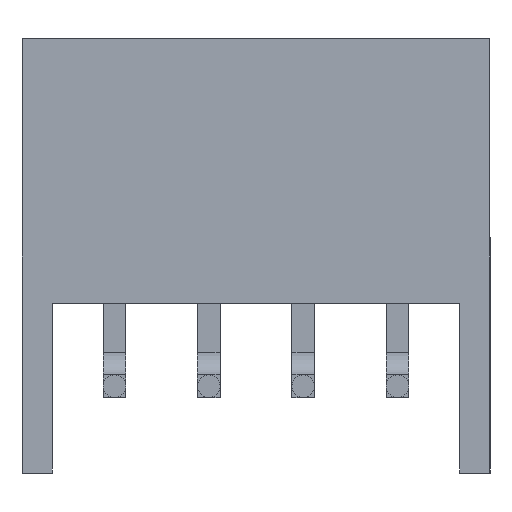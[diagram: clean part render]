
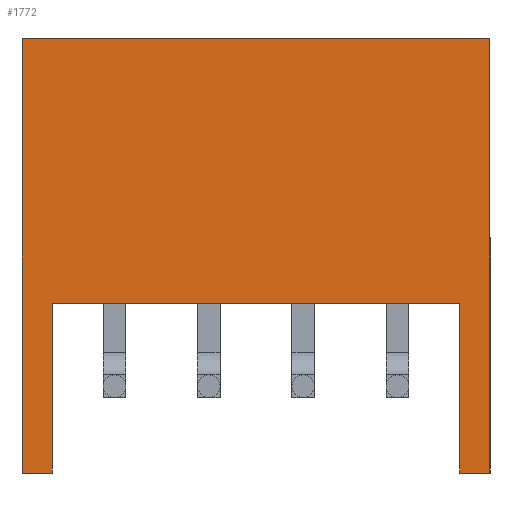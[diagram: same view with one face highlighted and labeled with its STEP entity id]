
A CAD part, front view. The second image highlights one B-rep face of the part: STEP entity #1772.
In plain terms, the highlighted planar face has unit normal (0, -1, 0).
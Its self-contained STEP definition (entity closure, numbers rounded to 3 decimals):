
#32 = LINE ( 'NONE', #1430, #1497 ) ;
#159 = EDGE_CURVE ( 'NONE', #2868, #465, #969, .T. ) ;
#187 = ORIENTED_EDGE ( 'NONE', *, *, #2155, .F. ) ;
#322 = DIRECTION ( 'NONE',  ( 0., 0., 1. ) ) ;
#356 = CARTESIAN_POINT ( 'NONE',  ( 0., 0., 0. ) ) ;
#441 = CARTESIAN_POINT ( 'NONE',  ( 0., 0., -11.5 ) ) ;
#465 = VERTEX_POINT ( 'NONE', #1055 ) ;
#556 = DIRECTION ( 'NONE',  ( 0., -1., 0. ) ) ;
#562 = EDGE_CURVE ( 'NONE', #465, #859, #3371, .T. ) ;
#608 = CARTESIAN_POINT ( 'NONE',  ( 11.6, 0., -11.5 ) ) ;
#621 = DIRECTION ( 'NONE',  ( 0., 0., -1. ) ) ;
#749 = ORIENTED_EDGE ( 'NONE', *, *, #1970, .F. ) ;
#825 = LINE ( 'NONE', #441, #3672 ) ;
#846 = CARTESIAN_POINT ( 'NONE',  ( 0., 0., -11.5 ) ) ;
#859 = VERTEX_POINT ( 'NONE', #4434 ) ;
#884 = LINE ( 'NONE', #1553, #1129 ) ;
#969 = LINE ( 'NONE', #2056, #1520 ) ;
#1055 = CARTESIAN_POINT ( 'NONE',  ( 12.4, 0., -11.5 ) ) ;
#1084 = EDGE_CURVE ( 'NONE', #1564, #3262, #3543, .T. ) ;
#1085 = DIRECTION ( 'NONE',  ( 1., 0., 0. ) ) ;
#1129 = VECTOR ( 'NONE', #4318, 1000. ) ;
#1193 = CARTESIAN_POINT ( 'NONE',  ( 11.6, 0., -7. ) ) ;
#1207 = AXIS2_PLACEMENT_3D ( 'NONE', #4452, #556, #621 ) ;
#1230 = CARTESIAN_POINT ( 'NONE',  ( 12.4, 0., 0. ) ) ;
#1268 = VERTEX_POINT ( 'NONE', #846 ) ;
#1271 = VECTOR ( 'NONE', #4098, 1000. ) ;
#1397 = ORIENTED_EDGE ( 'NONE', *, *, #159, .F. ) ;
#1430 = CARTESIAN_POINT ( 'NONE',  ( 0., 0., 0. ) ) ;
#1497 = VECTOR ( 'NONE', #1085, 1000. ) ;
#1520 = VECTOR ( 'NONE', #2716, 1000. ) ;
#1528 = DIRECTION ( 'NONE',  ( 0., 0., -1. ) ) ;
#1529 = PLANE ( 'NONE',  #1207 ) ;
#1553 = CARTESIAN_POINT ( 'NONE',  ( 11.6, 0., -7. ) ) ;
#1564 = VERTEX_POINT ( 'NONE', #2653 ) ;
#1581 = DIRECTION ( 'NONE',  ( -1., 0., 0. ) ) ;
#1609 = EDGE_CURVE ( 'NONE', #3642, #1564, #2610, .T. ) ;
#1772 = ADVANCED_FACE ( 'NONE', ( #3996 ), #1529, .T. ) ;
#1970 = EDGE_CURVE ( 'NONE', #3322, #2868, #32, .T. ) ;
#1979 = EDGE_CURVE ( 'NONE', #3262, #1268, #825, .T. ) ;
#2027 = EDGE_LOOP ( 'NONE', ( #187, #4261, #3303, #3710, #3907, #2550, #1397, #749 ) ) ;
#2056 = CARTESIAN_POINT ( 'NONE',  ( 12.4, 0., 0. ) ) ;
#2122 = VECTOR ( 'NONE', #1528, 1000. ) ;
#2141 = LINE ( 'NONE', #2816, #2951 ) ;
#2155 = EDGE_CURVE ( 'NONE', #1268, #3322, #2141, .T. ) ;
#2550 = ORIENTED_EDGE ( 'NONE', *, *, #562, .F. ) ;
#2610 = LINE ( 'NONE', #2631, #1271 ) ;
#2616 = DIRECTION ( 'NONE',  ( -1., 0., 0. ) ) ;
#2631 = CARTESIAN_POINT ( 'NONE',  ( 0.8, 0., -7. ) ) ;
#2653 = CARTESIAN_POINT ( 'NONE',  ( 0.8, 0., -7. ) ) ;
#2716 = DIRECTION ( 'NONE',  ( 0., 0., -1. ) ) ;
#2816 = CARTESIAN_POINT ( 'NONE',  ( 0., 0., 0. ) ) ;
#2868 = VERTEX_POINT ( 'NONE', #1230 ) ;
#2872 = EDGE_CURVE ( 'NONE', #859, #3642, #884, .T. ) ;
#2931 = CARTESIAN_POINT ( 'NONE',  ( 0.8, 0., -11.5 ) ) ;
#2951 = VECTOR ( 'NONE', #322, 1000. ) ;
#3262 = VERTEX_POINT ( 'NONE', #4405 ) ;
#3303 = ORIENTED_EDGE ( 'NONE', *, *, #1084, .F. ) ;
#3322 = VERTEX_POINT ( 'NONE', #356 ) ;
#3371 = LINE ( 'NONE', #608, #4296 ) ;
#3543 = LINE ( 'NONE', #2931, #2122 ) ;
#3642 = VERTEX_POINT ( 'NONE', #1193 ) ;
#3672 = VECTOR ( 'NONE', #2616, 1000. ) ;
#3710 = ORIENTED_EDGE ( 'NONE', *, *, #1609, .F. ) ;
#3907 = ORIENTED_EDGE ( 'NONE', *, *, #2872, .F. ) ;
#3996 = FACE_OUTER_BOUND ( 'NONE', #2027, .T. ) ;
#4098 = DIRECTION ( 'NONE',  ( -1., 0., 0. ) ) ;
#4261 = ORIENTED_EDGE ( 'NONE', *, *, #1979, .F. ) ;
#4296 = VECTOR ( 'NONE', #1581, 1000. ) ;
#4318 = DIRECTION ( 'NONE',  ( 0., 0., 1. ) ) ;
#4405 = CARTESIAN_POINT ( 'NONE',  ( 0.8, 0., -11.5 ) ) ;
#4434 = CARTESIAN_POINT ( 'NONE',  ( 11.6, 0., -11.5 ) ) ;
#4452 = CARTESIAN_POINT ( 'NONE',  ( 0., 0., -11.5 ) ) ;
